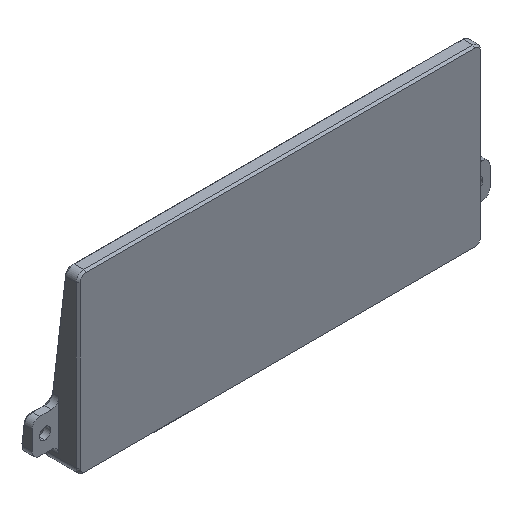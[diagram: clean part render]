
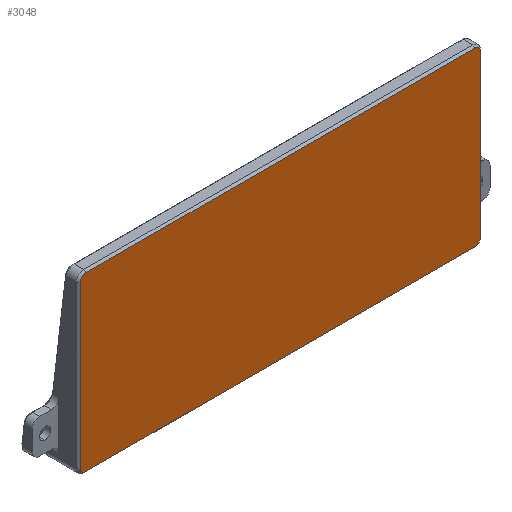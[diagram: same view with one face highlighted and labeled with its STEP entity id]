
A CAD part, isometric view. The second image highlights one B-rep face of the part: STEP entity #3048.
In plain terms, the highlighted planar face has unit normal (0, -1, 0).
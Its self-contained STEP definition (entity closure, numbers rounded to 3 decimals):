
#23 = CARTESIAN_POINT ( 'NONE',  ( 2., 0., -2. ) ) ;
#98 = EDGE_CURVE ( 'NONE', #1139, #2462, #795, .T. ) ;
#106 = DIRECTION ( 'NONE',  ( 0., -1., 0. ) ) ;
#150 = DIRECTION ( 'NONE',  ( 0., -1., 0. ) ) ;
#227 = AXIS2_PLACEMENT_3D ( 'NONE', #2192, #106, #1633 ) ;
#312 = DIRECTION ( 'NONE',  ( 0., 0., -1. ) ) ;
#332 = VERTEX_POINT ( 'NONE', #3277 ) ;
#400 = AXIS2_PLACEMENT_3D ( 'NONE', #2645, #150, #2415 ) ;
#433 = CARTESIAN_POINT ( 'NONE',  ( 0.5, 0., -44. ) ) ;
#470 = CARTESIAN_POINT ( 'NONE',  ( 103.7, 0., -2. ) ) ;
#485 = CIRCLE ( 'NONE', #2364, 1.5 ) ;
#574 = CARTESIAN_POINT ( 'NONE',  ( 0.5, 0., -44. ) ) ;
#594 = CIRCLE ( 'NONE', #227, 1.5 ) ;
#605 = DIRECTION ( 'NONE',  ( 0., -1., 0. ) ) ;
#630 = CARTESIAN_POINT ( 'NONE',  ( 2., 0., -0.5 ) ) ;
#711 = AXIS2_PLACEMENT_3D ( 'NONE', #1942, #605, #2890 ) ;
#743 = CARTESIAN_POINT ( 'NONE',  ( 103.7, 0., -45.5 ) ) ;
#795 = LINE ( 'NONE', #1610, #2761 ) ;
#808 = LINE ( 'NONE', #574, #1136 ) ;
#865 = ORIENTED_EDGE ( 'NONE', *, *, #2695, .T. ) ;
#996 = EDGE_CURVE ( 'NONE', #3137, #3143, #2515, .T. ) ;
#1052 = ORIENTED_EDGE ( 'NONE', *, *, #1749, .T. ) ;
#1086 = CARTESIAN_POINT ( 'NONE',  ( 105.2, 0., -44. ) ) ;
#1110 = FACE_OUTER_BOUND ( 'NONE', #1396, .T. ) ;
#1117 = DIRECTION ( 'NONE',  ( 0., 0., 1. ) ) ;
#1136 = VECTOR ( 'NONE', #312, 1000. ) ;
#1139 = VERTEX_POINT ( 'NONE', #1086 ) ;
#1206 = VERTEX_POINT ( 'NONE', #433 ) ;
#1242 = ORIENTED_EDGE ( 'NONE', *, *, #1420, .T. ) ;
#1256 = DIRECTION ( 'NONE',  ( 1., 0., 0. ) ) ;
#1333 = AXIS2_PLACEMENT_3D ( 'NONE', #23, #3320, #3090 ) ;
#1346 = PLANE ( 'NONE',  #400 ) ;
#1348 = ORIENTED_EDGE ( 'NONE', *, *, #98, .T. ) ;
#1349 = DIRECTION ( 'NONE',  ( -1., 0., 0. ) ) ;
#1387 = LINE ( 'NONE', #630, #2837 ) ;
#1396 = EDGE_LOOP ( 'NONE', ( #2329, #1348, #2870, #1875, #1052, #865, #1242, #2001 ) ) ;
#1399 = EDGE_CURVE ( 'NONE', #3143, #1139, #3289, .T. ) ;
#1420 = EDGE_CURVE ( 'NONE', #1206, #3137, #594, .T. ) ;
#1590 = CARTESIAN_POINT ( 'NONE',  ( 0.5, 0., -2. ) ) ;
#1610 = CARTESIAN_POINT ( 'NONE',  ( 105.2, 0., -2. ) ) ;
#1633 = DIRECTION ( 'NONE',  ( 0., 0., -1. ) ) ;
#1749 = EDGE_CURVE ( 'NONE', #2348, #2665, #2482, .T. ) ;
#1815 = EDGE_CURVE ( 'NONE', #332, #2348, #1387, .T. ) ;
#1875 = ORIENTED_EDGE ( 'NONE', *, *, #1815, .T. ) ;
#1942 = CARTESIAN_POINT ( 'NONE',  ( 103.7, 0., -44. ) ) ;
#1987 = EDGE_CURVE ( 'NONE', #2462, #332, #485, .T. ) ;
#2001 = ORIENTED_EDGE ( 'NONE', *, *, #996, .T. ) ;
#2192 = CARTESIAN_POINT ( 'NONE',  ( 2., 0., -44. ) ) ;
#2195 = CARTESIAN_POINT ( 'NONE',  ( 2., 0., -45.5 ) ) ;
#2329 = ORIENTED_EDGE ( 'NONE', *, *, #1399, .T. ) ;
#2348 = VERTEX_POINT ( 'NONE', #2819 ) ;
#2364 = AXIS2_PLACEMENT_3D ( 'NONE', #470, #2518, #3221 ) ;
#2415 = DIRECTION ( 'NONE',  ( 0., 0., -1. ) ) ;
#2462 = VERTEX_POINT ( 'NONE', #3133 ) ;
#2482 = CIRCLE ( 'NONE', #1333, 1.5 ) ;
#2515 = LINE ( 'NONE', #2781, #2774 ) ;
#2518 = DIRECTION ( 'NONE',  ( 0., -1., 0. ) ) ;
#2645 = CARTESIAN_POINT ( 'NONE',  ( 0., 0., 0. ) ) ;
#2665 = VERTEX_POINT ( 'NONE', #1590 ) ;
#2695 = EDGE_CURVE ( 'NONE', #2665, #1206, #808, .T. ) ;
#2761 = VECTOR ( 'NONE', #1117, 1000. ) ;
#2774 = VECTOR ( 'NONE', #1256, 1000. ) ;
#2781 = CARTESIAN_POINT ( 'NONE',  ( 103.7, 0., -45.5 ) ) ;
#2819 = CARTESIAN_POINT ( 'NONE',  ( 2., 0., -0.5 ) ) ;
#2837 = VECTOR ( 'NONE', #1349, 1000. ) ;
#2870 = ORIENTED_EDGE ( 'NONE', *, *, #1987, .T. ) ;
#2890 = DIRECTION ( 'NONE',  ( 0., 0., -1. ) ) ;
#3048 = ADVANCED_FACE ( 'NONE', ( #1110 ), #1346, .T. ) ;
#3090 = DIRECTION ( 'NONE',  ( 0., 0., -1. ) ) ;
#3133 = CARTESIAN_POINT ( 'NONE',  ( 105.2, 0., -2. ) ) ;
#3137 = VERTEX_POINT ( 'NONE', #2195 ) ;
#3143 = VERTEX_POINT ( 'NONE', #743 ) ;
#3221 = DIRECTION ( 'NONE',  ( 0., 0., -1. ) ) ;
#3277 = CARTESIAN_POINT ( 'NONE',  ( 103.7, 0., -0.5 ) ) ;
#3289 = CIRCLE ( 'NONE', #711, 1.5 ) ;
#3320 = DIRECTION ( 'NONE',  ( 0., -1., 0. ) ) ;
